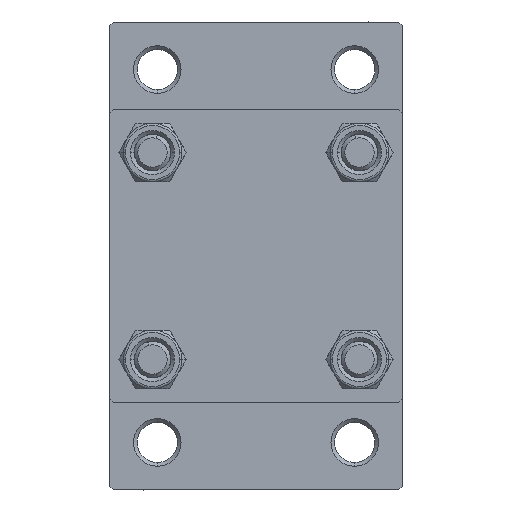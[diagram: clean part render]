
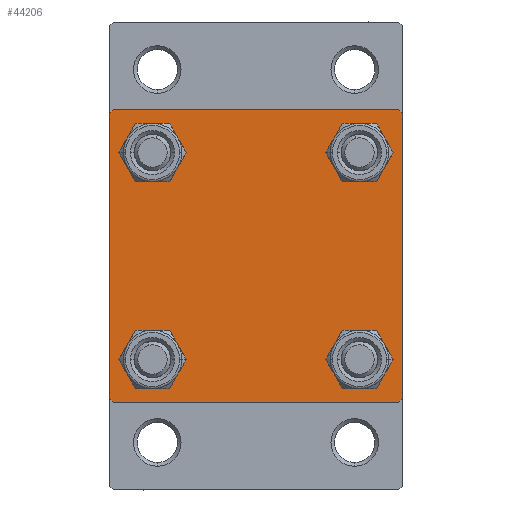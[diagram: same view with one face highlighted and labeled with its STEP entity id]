
A CAD part, left-side view. The second image highlights one B-rep face of the part: STEP entity #44206.
In plain terms, the highlighted planar face has unit normal (-1, 0, 0).
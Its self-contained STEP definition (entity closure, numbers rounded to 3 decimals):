
#142 = CARTESIAN_POINT ( 'NONE',  ( 0., 19.75, 19.75 ) ) ;
#273 = CIRCLE ( 'NONE', #4093, 3. ) ;
#505 = LINE ( 'NONE', #4555, #23463 ) ;
#637 = EDGE_CURVE ( 'NONE', #20100, #18730, #28964, .T. ) ;
#1184 = EDGE_LOOP ( 'NONE', ( #28962, #3147 ) ) ;
#1585 = AXIS2_PLACEMENT_3D ( 'NONE', #5816, #3138, #1767 ) ;
#1767 = DIRECTION ( 'NONE',  ( 0., 0., 1. ) ) ;
#2050 = DIRECTION ( 'NONE',  ( 0., -1., 0. ) ) ;
#2427 = ORIENTED_EDGE ( 'NONE', *, *, #32818, .T. ) ;
#2912 = VERTEX_POINT ( 'NONE', #27168 ) ;
#2941 = ORIENTED_EDGE ( 'NONE', *, *, #8088, .T. ) ;
#3138 = DIRECTION ( 'NONE',  ( 1., 0., 0. ) ) ;
#3147 = ORIENTED_EDGE ( 'NONE', *, *, #9297, .T. ) ;
#3249 = ORIENTED_EDGE ( 'NONE', *, *, #38808, .F. ) ;
#3277 = FACE_BOUND ( 'NONE', #1184, .T. ) ;
#3279 = CARTESIAN_POINT ( 'NONE',  ( 0., -20., -19.5 ) ) ;
#3394 = CARTESIAN_POINT ( 'NONE',  ( 0., -14.15, -11.15 ) ) ;
#3516 = PLANE ( 'NONE',  #15616 ) ;
#3681 = VERTEX_POINT ( 'NONE', #35366 ) ;
#4055 = CIRCLE ( 'NONE', #45272, 3. ) ;
#4093 = AXIS2_PLACEMENT_3D ( 'NONE', #31987, #43450, #20747 ) ;
#4413 = EDGE_CURVE ( 'NONE', #11393, #23058, #6588, .T. ) ;
#4510 = EDGE_CURVE ( 'NONE', #13451, #44916, #29120, .T. ) ;
#4555 = CARTESIAN_POINT ( 'NONE',  ( 0., -19.75, -19.75 ) ) ;
#4631 = EDGE_CURVE ( 'NONE', #19616, #2912, #31344, .T. ) ;
#4999 = EDGE_CURVE ( 'NONE', #22166, #20689, #35213, .T. ) ;
#5629 = LINE ( 'NONE', #16149, #42078 ) ;
#5816 = CARTESIAN_POINT ( 'NONE',  ( 0., 14.15, -14.15 ) ) ;
#6507 = DIRECTION ( 'NONE',  ( 1., 0., 0. ) ) ;
#6588 = LINE ( 'NONE', #31945, #42069 ) ;
#7483 = CIRCLE ( 'NONE', #15125, 3. ) ;
#7910 = CARTESIAN_POINT ( 'NONE',  ( 0., -14.15, -17.15 ) ) ;
#8063 = DIRECTION ( 'NONE',  ( 0., 0., 1. ) ) ;
#8088 = EDGE_CURVE ( 'NONE', #34036, #11393, #23552, .T. ) ;
#8367 = DIRECTION ( 'NONE',  ( 0., 0., 1. ) ) ;
#8392 = DIRECTION ( 'NONE',  ( 1., 0., 0. ) ) ;
#8562 = EDGE_CURVE ( 'NONE', #19616, #9542, #27743, .T. ) ;
#9232 = CARTESIAN_POINT ( 'NONE',  ( 0., -14.15, 17.15 ) ) ;
#9297 = EDGE_CURVE ( 'NONE', #18730, #20100, #4055, .T. ) ;
#9542 = VERTEX_POINT ( 'NONE', #3279 ) ;
#9990 = AXIS2_PLACEMENT_3D ( 'NONE', #15235, #34123, #8063 ) ;
#10692 = DIRECTION ( 'NONE',  ( 0., 0., 1. ) ) ;
#11393 = VERTEX_POINT ( 'NONE', #34576 ) ;
#11438 = CARTESIAN_POINT ( 'NONE',  ( 0., 14.15, -17.15 ) ) ;
#11625 = ORIENTED_EDGE ( 'NONE', *, *, #33358, .T. ) ;
#11966 = CARTESIAN_POINT ( 'NONE',  ( 0., -14.15, -14.15 ) ) ;
#12233 = CARTESIAN_POINT ( 'NONE',  ( 0., 14.15, -11.15 ) ) ;
#12666 = ORIENTED_EDGE ( 'NONE', *, *, #35568, .T. ) ;
#12702 = ORIENTED_EDGE ( 'NONE', *, *, #28937, .T. ) ;
#13451 = VERTEX_POINT ( 'NONE', #31048 ) ;
#14149 = CARTESIAN_POINT ( 'NONE',  ( 0., 19.5, -20. ) ) ;
#14267 = FACE_BOUND ( 'NONE', #18605, .T. ) ;
#14583 = DIRECTION ( 'NONE',  ( 0., 0., 1. ) ) ;
#15085 = DIRECTION ( 'NONE',  ( 0., -0.707, 0.707 ) ) ;
#15125 = AXIS2_PLACEMENT_3D ( 'NONE', #45727, #6507, #42622 ) ;
#15235 = CARTESIAN_POINT ( 'NONE',  ( 0., 14.15, -14.15 ) ) ;
#15616 = AXIS2_PLACEMENT_3D ( 'NONE', #43446, #47270, #10692 ) ;
#16125 = DIRECTION ( 'NONE',  ( 0., 0., -1. ) ) ;
#16149 = CARTESIAN_POINT ( 'NONE',  ( 0., 20., -20. ) ) ;
#16515 = DIRECTION ( 'NONE',  ( 0., 0.707, 0.707 ) ) ;
#16910 = LINE ( 'NONE', #30797, #20020 ) ;
#18605 = EDGE_LOOP ( 'NONE', ( #26088, #11625 ) ) ;
#18613 = EDGE_LOOP ( 'NONE', ( #2941, #38840, #2427, #39390, #31495, #31202, #3249, #20363 ) ) ;
#18730 = VERTEX_POINT ( 'NONE', #7910 ) ;
#19180 = AXIS2_PLACEMENT_3D ( 'NONE', #37470, #23125, #14583 ) ;
#19400 = CARTESIAN_POINT ( 'NONE',  ( 0., -14.15, -14.15 ) ) ;
#19487 = CARTESIAN_POINT ( 'NONE',  ( 0., -20., 19.5 ) ) ;
#19616 = VERTEX_POINT ( 'NONE', #19487 ) ;
#20020 = VECTOR ( 'NONE', #42025, 1000. ) ;
#20100 = VERTEX_POINT ( 'NONE', #3394 ) ;
#20363 = ORIENTED_EDGE ( 'NONE', *, *, #27207, .T. ) ;
#20689 = VERTEX_POINT ( 'NONE', #12233 ) ;
#20747 = DIRECTION ( 'NONE',  ( 0., 0., 1. ) ) ;
#21454 = FACE_BOUND ( 'NONE', #27958, .T. ) ;
#22166 = VERTEX_POINT ( 'NONE', #11438 ) ;
#22225 = VECTOR ( 'NONE', #16515, 1000. ) ;
#22553 = CARTESIAN_POINT ( 'NONE',  ( 0., 20., 19.5 ) ) ;
#22926 = EDGE_LOOP ( 'NONE', ( #12666, #39016 ) ) ;
#23058 = VERTEX_POINT ( 'NONE', #14149 ) ;
#23084 = EDGE_CURVE ( 'NONE', #23273, #9542, #505, .T. ) ;
#23125 = DIRECTION ( 'NONE',  ( 1., 0., 0. ) ) ;
#23273 = VERTEX_POINT ( 'NONE', #45191 ) ;
#23450 = CARTESIAN_POINT ( 'NONE',  ( 0., 14.15, 11.15 ) ) ;
#23463 = VECTOR ( 'NONE', #15085, 1000. ) ;
#23552 = LINE ( 'NONE', #35508, #28437 ) ;
#23916 = DIRECTION ( 'NONE',  ( 0., 0., -1. ) ) ;
#24301 = CARTESIAN_POINT ( 'NONE',  ( 0., 14.15, 14.15 ) ) ;
#25237 = DIRECTION ( 'NONE',  ( 1., 0., 0. ) ) ;
#25451 = VERTEX_POINT ( 'NONE', #41832 ) ;
#26045 = CIRCLE ( 'NONE', #1585, 3. ) ;
#26088 = ORIENTED_EDGE ( 'NONE', *, *, #4510, .T. ) ;
#26113 = DIRECTION ( 'NONE',  ( 0., 0., 1. ) ) ;
#27168 = CARTESIAN_POINT ( 'NONE',  ( 0., -19.5, 20. ) ) ;
#27175 = VERTEX_POINT ( 'NONE', #9232 ) ;
#27207 = EDGE_CURVE ( 'NONE', #25451, #34036, #36031, .T. ) ;
#27743 = LINE ( 'NONE', #42330, #44503 ) ;
#27958 = EDGE_LOOP ( 'NONE', ( #35439, #12702 ) ) ;
#28437 = VECTOR ( 'NONE', #16125, 1000. ) ;
#28874 = FACE_OUTER_BOUND ( 'NONE', #18613, .T. ) ;
#28937 = EDGE_CURVE ( 'NONE', #3681, #27175, #7483, .T. ) ;
#28962 = ORIENTED_EDGE ( 'NONE', *, *, #637, .T. ) ;
#28964 = CIRCLE ( 'NONE', #45756, 3. ) ;
#29120 = CIRCLE ( 'NONE', #37505, 3. ) ;
#30797 = CARTESIAN_POINT ( 'NONE',  ( 0., 20., 20. ) ) ;
#31048 = CARTESIAN_POINT ( 'NONE',  ( 0., 14.15, 17.15 ) ) ;
#31101 = VECTOR ( 'NONE', #36501, 1000. ) ;
#31202 = ORIENTED_EDGE ( 'NONE', *, *, #4631, .T. ) ;
#31344 = LINE ( 'NONE', #45938, #22225 ) ;
#31495 = ORIENTED_EDGE ( 'NONE', *, *, #8562, .F. ) ;
#31945 = CARTESIAN_POINT ( 'NONE',  ( 0., 19.75, -19.75 ) ) ;
#31987 = CARTESIAN_POINT ( 'NONE',  ( 0., -14.15, 14.15 ) ) ;
#32818 = EDGE_CURVE ( 'NONE', #23058, #23273, #5629, .T. ) ;
#33358 = EDGE_CURVE ( 'NONE', #44916, #13451, #39801, .T. ) ;
#34036 = VERTEX_POINT ( 'NONE', #22553 ) ;
#34123 = DIRECTION ( 'NONE',  ( 1., 0., 0. ) ) ;
#34576 = CARTESIAN_POINT ( 'NONE',  ( 0., 20., -19.5 ) ) ;
#35213 = CIRCLE ( 'NONE', #9990, 3. ) ;
#35366 = CARTESIAN_POINT ( 'NONE',  ( 0., -14.15, 11.15 ) ) ;
#35439 = ORIENTED_EDGE ( 'NONE', *, *, #41604, .T. ) ;
#35508 = CARTESIAN_POINT ( 'NONE',  ( 0., 20., 20. ) ) ;
#35568 = EDGE_CURVE ( 'NONE', #20689, #22166, #26045, .T. ) ;
#36031 = LINE ( 'NONE', #142, #31101 ) ;
#36501 = DIRECTION ( 'NONE',  ( 0., 0.707, -0.707 ) ) ;
#37470 = CARTESIAN_POINT ( 'NONE',  ( 0., 14.15, 14.15 ) ) ;
#37505 = AXIS2_PLACEMENT_3D ( 'NONE', #24301, #25237, #39820 ) ;
#38808 = EDGE_CURVE ( 'NONE', #25451, #2912, #16910, .T. ) ;
#38840 = ORIENTED_EDGE ( 'NONE', *, *, #4413, .T. ) ;
#39016 = ORIENTED_EDGE ( 'NONE', *, *, #4999, .T. ) ;
#39390 = ORIENTED_EDGE ( 'NONE', *, *, #23084, .T. ) ;
#39801 = CIRCLE ( 'NONE', #19180, 3. ) ;
#39820 = DIRECTION ( 'NONE',  ( 0., 0., 1. ) ) ;
#41604 = EDGE_CURVE ( 'NONE', #27175, #3681, #273, .T. ) ;
#41832 = CARTESIAN_POINT ( 'NONE',  ( 0., 19.5, 20. ) ) ;
#42025 = DIRECTION ( 'NONE',  ( 0., -1., 0. ) ) ;
#42069 = VECTOR ( 'NONE', #46296, 1000. ) ;
#42078 = VECTOR ( 'NONE', #2050, 1000. ) ;
#42330 = CARTESIAN_POINT ( 'NONE',  ( 0., -20., 20. ) ) ;
#42622 = DIRECTION ( 'NONE',  ( 0., 0., 1. ) ) ;
#43446 = CARTESIAN_POINT ( 'NONE',  ( 0., 0., 0. ) ) ;
#43450 = DIRECTION ( 'NONE',  ( 1., 0., 0. ) ) ;
#44206 = ADVANCED_FACE ( 'NONE', ( #21454, #3277, #47042, #14267, #28874 ), #3516, .T. ) ;
#44503 = VECTOR ( 'NONE', #23916, 1000. ) ;
#44727 = DIRECTION ( 'NONE',  ( 1., 0., 0. ) ) ;
#44916 = VERTEX_POINT ( 'NONE', #23450 ) ;
#45191 = CARTESIAN_POINT ( 'NONE',  ( 0., -19.5, -20. ) ) ;
#45272 = AXIS2_PLACEMENT_3D ( 'NONE', #11966, #44727, #8367 ) ;
#45727 = CARTESIAN_POINT ( 'NONE',  ( 0., -14.15, 14.15 ) ) ;
#45756 = AXIS2_PLACEMENT_3D ( 'NONE', #19400, #8392, #26113 ) ;
#45938 = CARTESIAN_POINT ( 'NONE',  ( 0., -19.75, 19.75 ) ) ;
#46296 = DIRECTION ( 'NONE',  ( 0., -0.707, -0.707 ) ) ;
#47042 = FACE_BOUND ( 'NONE', #22926, .T. ) ;
#47270 = DIRECTION ( 'NONE',  ( -1., 0., 0. ) ) ;
